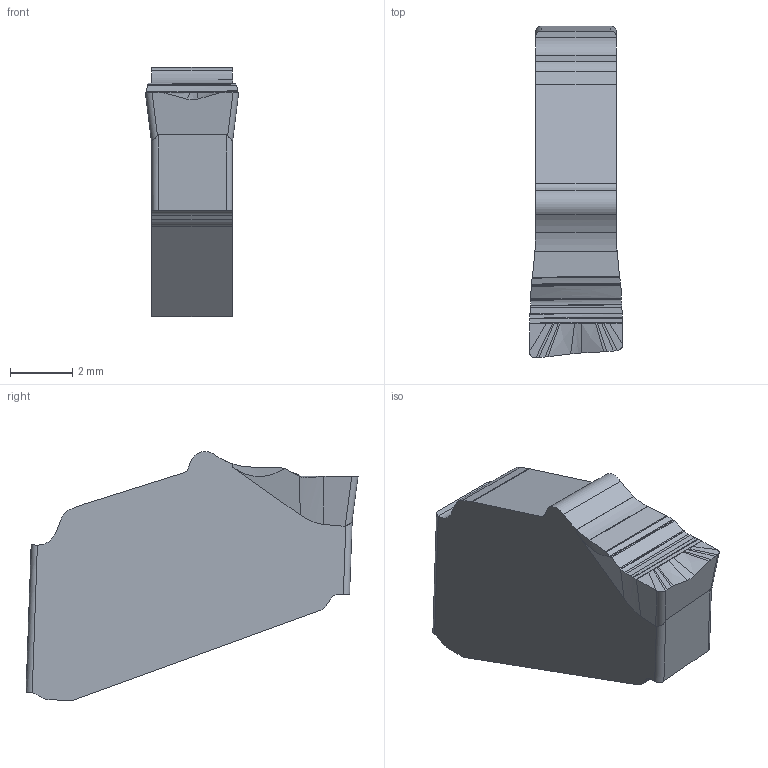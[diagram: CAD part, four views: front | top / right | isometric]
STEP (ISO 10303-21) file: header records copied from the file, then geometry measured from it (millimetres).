
FILE_DESCRIPTION(/* description */ (''),/* implementation_level */ '2;1');
FILE_NAME(/* name */ 'GW1M0300F020R05-GS.stp',/* time_stamp */ '2021-08-05T09:34:41+09:00',/* author */ (''),/* organization */ (''),/* preprocessor_version */ 'ST-DEVELOPER v16',/* originating_system */ 'SIEMENS PLM Software NX 10.0',/* authorisation */ '');
FILE_SCHEMA (('AUTOMOTIVE_DESIGN { 1 0 10303 214 3 1 1 1 }'));
Length unit declared in the file: millimetre
Products named in the file (1): GW1M0300F020R05-GS
Bounding box: 3 x 10.66 x 8 mm (x, y, z)
Volume: 148.1 mm3; surface area: 194.8 mm2
Topology: 1 solids, 1 shells, 73 faces, 277 edges, 286 vertices
Faces by surface type: bspline 30, plane 24, cylinder 17, extrusion 2
Entity records: 3976 total; most frequent: CARTESIAN_POINT 1714, ORIENTED_EDGE 398, DIRECTION 324, EDGE_CURVE 199, VECTOR 142, LINE 140, VERTEX_POINT 128, B_SPLINE_CURVE_WITH_KNOTS 93
